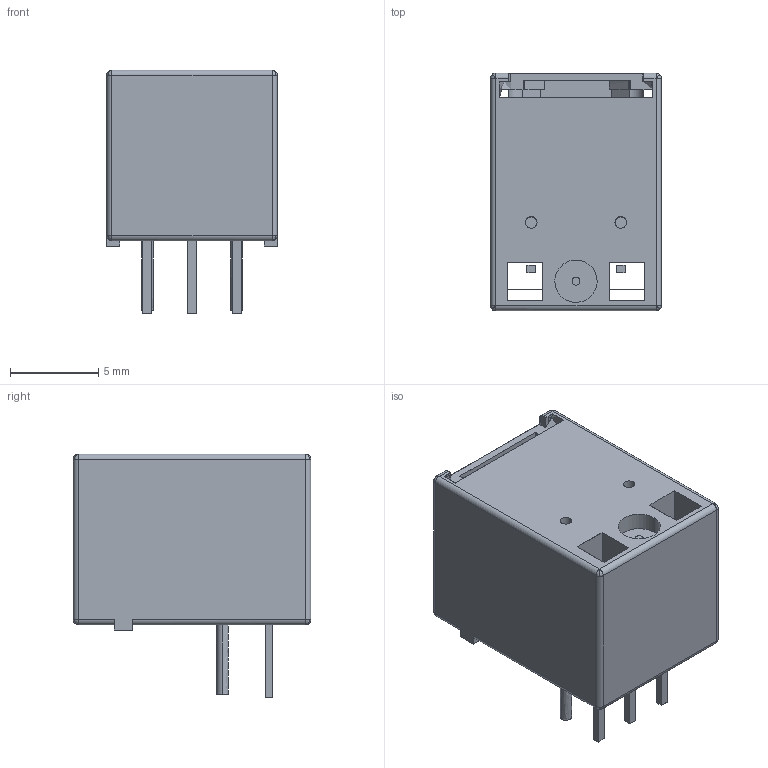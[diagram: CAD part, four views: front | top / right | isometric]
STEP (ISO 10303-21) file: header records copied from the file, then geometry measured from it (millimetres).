
FILE_DESCRIPTION(('FreeCAD Model'),'2;1');
FILE_NAME('Fusion.step','2018-06-09T22:11:23',( 'kicad StepUp'),('ksu MCAD'),'Open CASCADE STEP processor 7.2', 'FreeCAD','Unknown');
FILE_SCHEMA(('AUTOMOTIVE_DESIGN_CC2 { 1 2 10303 214 -1 1 5 4 }'));
Length unit declared in the file: millimetre
Products named in the file (1): Fusion
Bounding box: 9.7 x 13.5 x 13.85 mm (x, y, z)
Surface area: 1178.3 mm2 (no closed solid volume)
Topology: 0 solids, 131 shells, 141 faces, 564 edges, 538 vertices
Faces by surface type: plane 95, bspline 46
Entity records: 9522 total; most frequent: CARTESIAN_POINT 5242, ORIENTED_EDGE 560, EDGE_CURVE 550, VERTEX_POINT 538, B_SPLINE_CURVE_WITH_KNOTS 362, DIRECTION 192, FACE_BOUND 151, EDGE_LOOP 151
